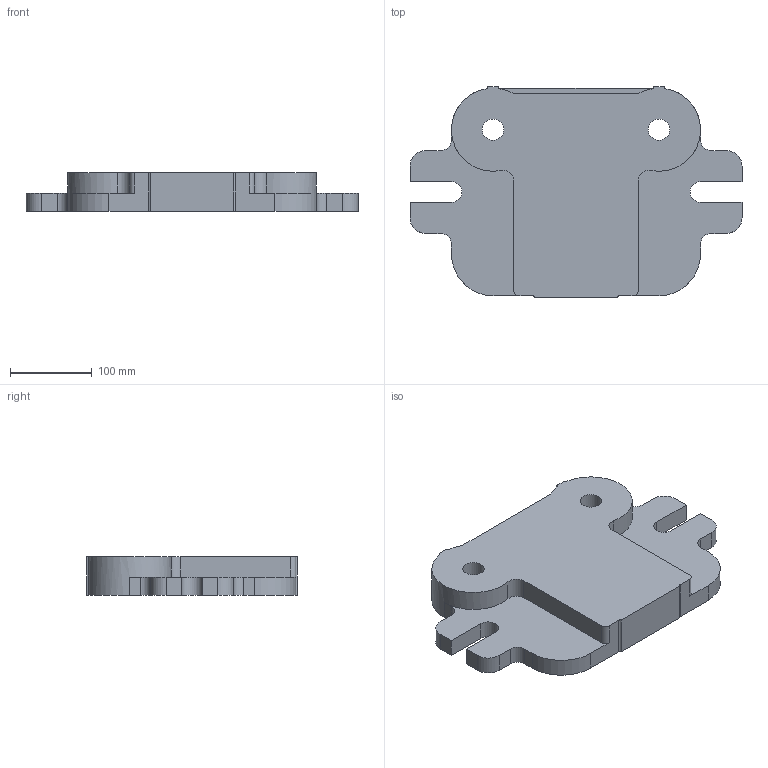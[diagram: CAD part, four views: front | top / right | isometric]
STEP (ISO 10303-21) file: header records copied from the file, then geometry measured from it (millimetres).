
FILE_DESCRIPTION( ( '' ), ' ' );
FILE_NAME( '5842248bc1848410400ecbe4.step', '2016-12-03T01:48:59', ( '' ), ( '' ), ' ', ' ', ' ' );
FILE_SCHEMA( ( 'AUTOMOTIVE_DESIGN { 1 0 10303 214 1 1 1 1 }' ) );
Length unit declared in the file: metre
Products named in the file (1): Die Shoe
Bounding box: 406.4 x 257.18 x 47.62 mm (x, y, z)
Volume: 3079978.6 mm3; surface area: 228172.8 mm2
Topology: 1 solids, 1 shells, 58 faces, 168 edges, 112 vertices
Faces by surface type: plane 30, cylinder 28
Full cylindrical faces by diameter (mm): 26.195 x2
Entity records: 2410 total; most frequent: DIRECTION 344, CARTESIAN_POINT 337, ORIENTED_EDGE 332, EDGE_CURVE 166, AXIS2_PLACEMENT_3D 119, VERTEX_POINT 112, LINE 106, VECTOR 106
